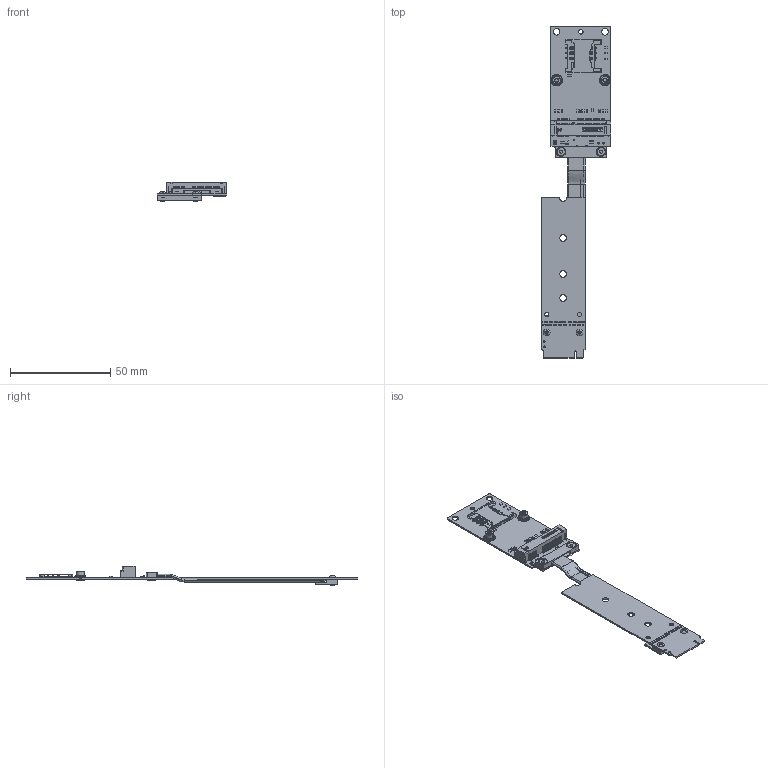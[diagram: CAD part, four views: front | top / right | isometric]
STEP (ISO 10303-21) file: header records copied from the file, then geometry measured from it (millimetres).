
FILE_DESCRIPTION(('Open CASCADE Model'),'2;1');
FILE_NAME('Open CASCADE Shape Model','2020-03-19T23:12:45',('Author'),( 'Open CASCADE'),'Open CASCADE STEP processor 6.8','Open CASCADE 6.8' ,'Unknown');
FILE_SCHEMA(('AUTOMOTIVE_DESIGN { 1 0 10303 214 1 1 1 1 }'));
Length unit declared in the file: millimetre
Products named in the file (103): PCB; Board; Open CASCADE STEP translator 6.8 42.1.1; Open CASCADE STEP translator 6.8 42.1.2; C12; C0603_060; C1; C2; C3; C4; C5; C6; CAP0805; C7; C8; C9; C10; C11; D1; LED_AP1608; R1; 0603_RES; Capsule; Encapsulation; TopCover; R2; R3; R4; R5; CN3; C701-6pin; Free-Models; G0033_RGB9411503; Hexagon_nut_ISO_4032_(DIN_934)_-_M2_RGB9411503; RP44S-PAD; G0030_RGB9411503; Tape14x5_RGB0; RP11S-PAD; G0038_RGB6759642; M2X0.4P-2.8_RGB14277081 ...
Assembly tree (173 placements, depth 4):
  PCB
    Board
      Open CASCADE STEP translator 6.8 42.1.1
      Open CASCADE STEP translator 6.8 42.1.2
    C12
      C0603_060
      C0603_060
      C0603_060
    C1
      C0603_060
      C0603_060
      C0603_060
    C2
      C0603_060
      C0603_060
      C0603_060
    C3
      C0603_060
      C0603_060
      C0603_060
    C4
      C0603_060
      C0603_060
      C0603_060
    C5
      C0603_060
      C0603_060
      C0603_060
    C6
      CAP0805
    C7
      CAP0805
    C8
      C0603_060
      C0603_060
      C0603_060
    C9
      C0603_060
      C0603_060
      C0603_060
    C10
      C0603_060
      C0603_060
      C0603_060
    C11
      C0603_060
      C0603_060
      C0603_060
    D1
      LED_AP1608
    R1
      0603_RES
        Capsule
        Encapsulation  x2
        TopCover
    R2
      0603_RES
        Capsule
        Encapsulation  x2
        TopCover
Bounding box: 34.93 x 165.94 x 9.62 mm (x, y, z)
Volume: 5925.4 mm3; surface area: 17637.2 mm2
Topology: 146 solids, 261 shells, 7815 faces, 19964 edges, 12597 vertices
Faces by surface type: plane 3532, cylinder 2536, bspline 963, revolution 580, sphere 84, cone 68, torus 52
Full cylindrical faces by diameter (mm): 0.254 x41, 0.6 x53, 0.9 x4, 1.1 x1, 1.6 x1, 2.2 x11, 3.3 x7, 4.8 x4
Entity records: 238433 total; most frequent: CARTESIAN_POINT 61193, ORIENTED_EDGE 27912, DIRECTION 26674, EDGE_CURVE 14088, VERTEX_POINT 8980, LINE 8818, VECTOR 8818, AXIS2_PLACEMENT_3D 8735
